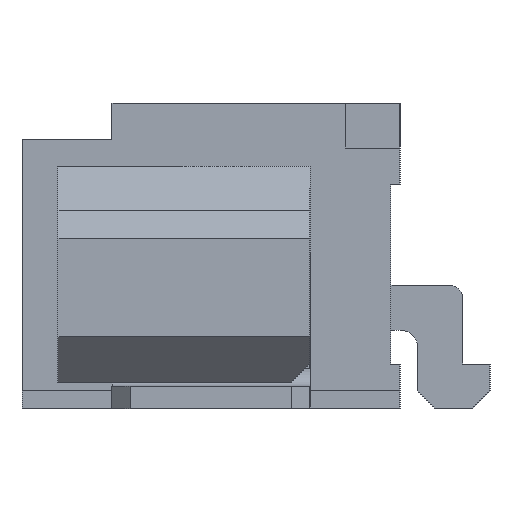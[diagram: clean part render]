
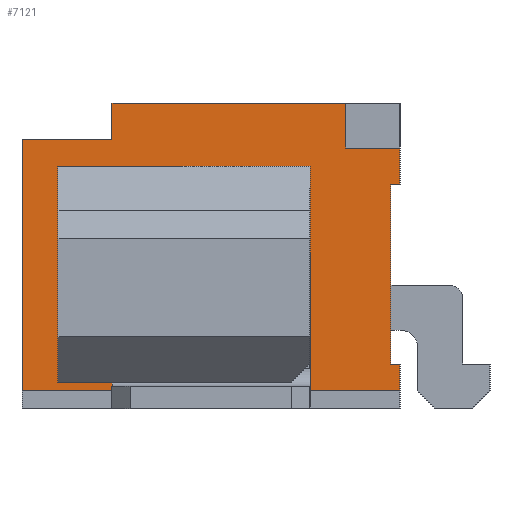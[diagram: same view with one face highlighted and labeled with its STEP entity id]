
A CAD part, left-side view. The second image highlights one B-rep face of the part: STEP entity #7121.
In plain terms, the highlighted planar face has unit normal (-1, 0, 0).
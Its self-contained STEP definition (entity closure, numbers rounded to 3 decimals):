
#25=FACE_BOUND('',#825,.T.);
#451=FACE_OUTER_BOUND('',#824,.T.);
#824=EDGE_LOOP('',(#5381,#5382,#5383,#5384,#5385,#5386,#5387,#5388,#5389,
#5390,#5391,#5392));
#825=EDGE_LOOP('',(#5393,#5394,#5395,#5396));
#1086=LINE('',#9630,#2042);
#1147=LINE('',#9766,#2103);
#1264=LINE('',#10033,#2220);
#1469=LINE('',#10467,#2425);
#1472=LINE('',#10473,#2428);
#1590=LINE('',#10718,#2546);
#1640=LINE('',#10821,#2596);
#1641=LINE('',#10822,#2597);
#1642=LINE('',#10823,#2598);
#1643=LINE('',#10825,#2599);
#1644=LINE('',#10827,#2600);
#1645=LINE('',#10828,#2601);
#1646=LINE('',#10830,#2602);
#1647=LINE('',#10832,#2603);
#1648=LINE('',#10833,#2604);
#1649=LINE('',#10834,#2605);
#2042=VECTOR('',#7824,1000.);
#2103=VECTOR('',#7913,1000.);
#2220=VECTOR('',#8088,1000.);
#2425=VECTOR('',#8413,1000.);
#2428=VECTOR('',#8418,1000.);
#2546=VECTOR('',#8620,1000.);
#2596=VECTOR('',#8712,1000.);
#2597=VECTOR('',#8713,1000.);
#2598=VECTOR('',#8714,1000.);
#2599=VECTOR('',#8715,1000.);
#2600=VECTOR('',#8716,1000.);
#2601=VECTOR('',#8717,1000.);
#2602=VECTOR('',#8718,1000.);
#2603=VECTOR('',#8719,1000.);
#2604=VECTOR('',#8720,1000.);
#2605=VECTOR('',#8721,1000.);
#2993=VERTEX_POINT('',#9627);
#2994=VERTEX_POINT('',#9629);
#3052=VERTEX_POINT('',#9759);
#3055=VERTEX_POINT('',#9764);
#3175=VERTEX_POINT('',#10030);
#3176=VERTEX_POINT('',#10032);
#3342=VERTEX_POINT('',#10458);
#3346=VERTEX_POINT('',#10469);
#3347=VERTEX_POINT('',#10471);
#3432=VERTEX_POINT('',#10717);
#3463=VERTEX_POINT('',#10819);
#3464=VERTEX_POINT('',#10820);
#3465=VERTEX_POINT('',#10824);
#3466=VERTEX_POINT('',#10826);
#3467=VERTEX_POINT('',#10829);
#3468=VERTEX_POINT('',#10831);
#3652=EDGE_CURVE('',#2993,#2994,#1086,.T.);
#3715=EDGE_CURVE('',#3052,#3055,#1147,.T.);
#3842=EDGE_CURVE('',#3176,#3175,#1264,.T.);
#4054=EDGE_CURVE('',#3342,#3052,#1469,.T.);
#4057=EDGE_CURVE('',#3346,#3347,#1472,.T.);
#4184=EDGE_CURVE('',#3342,#3432,#1590,.T.);
#4237=EDGE_CURVE('',#3463,#3464,#1640,.T.);
#4238=EDGE_CURVE('',#3176,#3463,#1641,.T.);
#4239=EDGE_CURVE('',#2994,#3175,#1642,.T.);
#4240=EDGE_CURVE('',#2993,#3465,#1643,.T.);
#4241=EDGE_CURVE('',#3465,#3466,#1644,.T.);
#4242=EDGE_CURVE('',#3466,#3346,#1645,.T.);
#4243=EDGE_CURVE('',#3467,#3347,#1646,.T.);
#4244=EDGE_CURVE('',#3467,#3468,#1647,.T.);
#4245=EDGE_CURVE('',#3468,#3464,#1648,.T.);
#4246=EDGE_CURVE('',#3432,#3055,#1649,.T.);
#5381=ORIENTED_EDGE('',*,*,#4237,.F.);
#5382=ORIENTED_EDGE('',*,*,#4238,.F.);
#5383=ORIENTED_EDGE('',*,*,#3842,.T.);
#5384=ORIENTED_EDGE('',*,*,#4239,.F.);
#5385=ORIENTED_EDGE('',*,*,#3652,.F.);
#5386=ORIENTED_EDGE('',*,*,#4240,.T.);
#5387=ORIENTED_EDGE('',*,*,#4241,.T.);
#5388=ORIENTED_EDGE('',*,*,#4242,.T.);
#5389=ORIENTED_EDGE('',*,*,#4057,.T.);
#5390=ORIENTED_EDGE('',*,*,#4243,.F.);
#5391=ORIENTED_EDGE('',*,*,#4244,.T.);
#5392=ORIENTED_EDGE('',*,*,#4245,.T.);
#5393=ORIENTED_EDGE('',*,*,#4184,.F.);
#5394=ORIENTED_EDGE('',*,*,#4054,.T.);
#5395=ORIENTED_EDGE('',*,*,#3715,.T.);
#5396=ORIENTED_EDGE('',*,*,#4246,.F.);
#6771=PLANE('',#7530);
#7121=ADVANCED_FACE('',(#451,#25),#6771,.T.);
#7530=AXIS2_PLACEMENT_3D('',#10818,#8710,#8711);
#7824=DIRECTION('',(0.,0.,1.));
#7913=DIRECTION('',(0.,-1.,0.));
#8088=DIRECTION('',(0.,0.,-1.));
#8413=DIRECTION('',(0.,0.,1.));
#8418=DIRECTION('',(0.,0.,1.));
#8620=DIRECTION('',(0.,-1.,0.));
#8710=DIRECTION('center_axis',(-1.,0.,0.));
#8711=DIRECTION('ref_axis',(0.,0.,1.));
#8712=DIRECTION('',(0.,0.,-1.));
#8713=DIRECTION('',(0.,-1.,0.));
#8714=DIRECTION('',(0.,-1.,0.));
#8715=DIRECTION('',(0.,-1.,0.));
#8716=DIRECTION('',(0.,0.,1.));
#8717=DIRECTION('',(0.,1.,0.));
#8718=DIRECTION('',(0.,1.,0.));
#8719=DIRECTION('',(0.,0.,1.));
#8720=DIRECTION('',(0.,1.,0.));
#8721=DIRECTION('',(0.,0.,1.));
#9627=CARTESIAN_POINT('',(-5.875,2.1,0.2));
#9629=CARTESIAN_POINT('',(-5.875,2.1,3.));
#9630=CARTESIAN_POINT('',(-5.875,2.1,0.2));
#9759=CARTESIAN_POINT('',(-5.875,1.7,2.7));
#9764=CARTESIAN_POINT('',(-5.875,-1.1,2.7));
#9766=CARTESIAN_POINT('',(-5.875,1.7,2.7));
#10030=CARTESIAN_POINT('',(-5.875,1.1,3.));
#10032=CARTESIAN_POINT('',(-5.875,1.1,3.4));
#10033=CARTESIAN_POINT('',(-5.875,1.1,3.4));
#10458=CARTESIAN_POINT('',(-5.875,1.7,0.3));
#10467=CARTESIAN_POINT('',(-5.875,1.7,0.3));
#10469=CARTESIAN_POINT('',(-5.875,-2.,0.5));
#10471=CARTESIAN_POINT('',(-5.875,-2.,2.5));
#10473=CARTESIAN_POINT('',(-5.875,-2.,0.5));
#10717=CARTESIAN_POINT('',(-5.875,-1.1,0.3));
#10718=CARTESIAN_POINT('',(-5.875,1.7,0.3));
#10818=CARTESIAN_POINT('Origin',(-5.875,2.1,0.));
#10819=CARTESIAN_POINT('',(-5.875,-1.5,3.4));
#10820=CARTESIAN_POINT('',(-5.875,-1.5,2.9));
#10821=CARTESIAN_POINT('',(-5.875,-1.5,3.4));
#10822=CARTESIAN_POINT('',(-5.875,1.1,3.4));
#10823=CARTESIAN_POINT('',(-5.875,2.1,3.));
#10824=CARTESIAN_POINT('',(-5.875,-2.1,0.2));
#10825=CARTESIAN_POINT('',(-5.875,2.1,0.2));
#10826=CARTESIAN_POINT('',(-5.875,-2.1,0.5));
#10827=CARTESIAN_POINT('',(-5.875,-2.1,0.2));
#10828=CARTESIAN_POINT('',(-5.875,-2.1,0.5));
#10829=CARTESIAN_POINT('',(-5.875,-2.1,2.5));
#10830=CARTESIAN_POINT('',(-5.875,-2.1,2.5));
#10831=CARTESIAN_POINT('',(-5.875,-2.1,2.9));
#10832=CARTESIAN_POINT('',(-5.875,-2.1,2.5));
#10833=CARTESIAN_POINT('',(-5.875,-2.1,2.9));
#10834=CARTESIAN_POINT('',(-5.875,-1.1,0.3));
